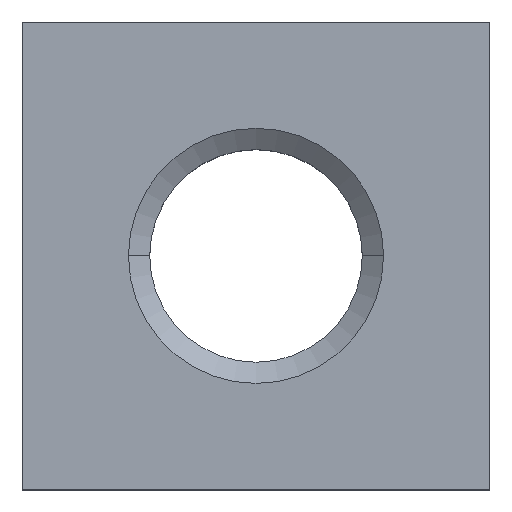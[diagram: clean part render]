
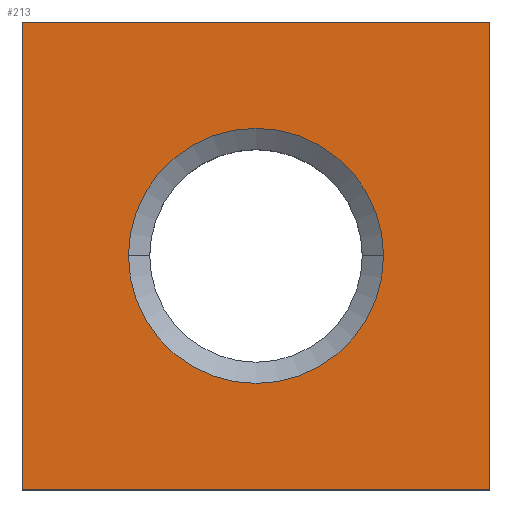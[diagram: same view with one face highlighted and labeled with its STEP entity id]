
A CAD part, top view. The second image highlights one B-rep face of the part: STEP entity #213.
In plain terms, the highlighted planar face has unit normal (0, 0, 1).
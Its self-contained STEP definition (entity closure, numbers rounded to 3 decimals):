
#7 = CARTESIAN_POINT ( 'NONE',  ( 2.75, -2.75, 0. ) ) ;
#10 = DIRECTION ( 'NONE',  ( 0., 1., 0. ) ) ;
#11 = CARTESIAN_POINT ( 'NONE',  ( 2.75, -2.75, 0. ) ) ;
#17 = CARTESIAN_POINT ( 'NONE',  ( 2.75, 2.75, 0. ) ) ;
#22 = ORIENTED_EDGE ( 'NONE', *, *, #51, .F. ) ;
#25 = DIRECTION ( 'NONE',  ( 0., -1., 0. ) ) ;
#33 = EDGE_LOOP ( 'NONE', ( #64, #36, #403, #341 ) ) ;
#36 = ORIENTED_EDGE ( 'NONE', *, *, #326, .T. ) ;
#38 = CARTESIAN_POINT ( 'NONE',  ( -2.75, -2.75, 0. ) ) ;
#51 = EDGE_CURVE ( 'NONE', #68, #155, #335, .T. ) ;
#64 = ORIENTED_EDGE ( 'NONE', *, *, #334, .T. ) ;
#68 = VERTEX_POINT ( 'NONE', #320 ) ;
#93 = CARTESIAN_POINT ( 'NONE',  ( -2.75, 2.75, 0. ) ) ;
#108 = VERTEX_POINT ( 'NONE', #7 ) ;
#118 = PLANE ( 'NONE',  #239 ) ;
#124 = VERTEX_POINT ( 'NONE', #17 ) ;
#136 = CARTESIAN_POINT ( 'NONE',  ( 1.5, 0., 0. ) ) ;
#151 = CARTESIAN_POINT ( 'NONE',  ( -2.75, -2.75, 0. ) ) ;
#155 = VERTEX_POINT ( 'NONE', #136 ) ;
#196 = EDGE_LOOP ( 'NONE', ( #463, #22 ) ) ;
#197 = CARTESIAN_POINT ( 'NONE',  ( -2.75, 2.75, 0. ) ) ;
#198 = EDGE_CURVE ( 'NONE', #124, #232, #290, .T. ) ;
#199 = DIRECTION ( 'NONE',  ( -1., 0., 0. ) ) ;
#203 = DIRECTION ( 'NONE',  ( 0., 0., 1. ) ) ;
#213 = ADVANCED_FACE ( 'NONE', ( #313, #315 ), #118, .F. ) ;
#223 = AXIS2_PLACEMENT_3D ( 'NONE', #317, #305, #304 ) ;
#232 = VERTEX_POINT ( 'NONE', #93 ) ;
#239 = AXIS2_PLACEMENT_3D ( 'NONE', #401, #396, #393 ) ;
#245 = DIRECTION ( 'NONE',  ( 1., 0., 0. ) ) ;
#252 = CIRCLE ( 'NONE', #255, 1.5 ) ;
#255 = AXIS2_PLACEMENT_3D ( 'NONE', #325, #203, #293 ) ;
#267 = CARTESIAN_POINT ( 'NONE',  ( -2.75, -2.75, 0. ) ) ;
#289 = LINE ( 'NONE', #151, #475 ) ;
#290 = LINE ( 'NONE', #197, #308 ) ;
#293 = DIRECTION ( 'NONE',  ( -1., 0., 0. ) ) ;
#304 = DIRECTION ( 'NONE',  ( -1., 0., 0. ) ) ;
#305 = DIRECTION ( 'NONE',  ( 0., 0., 1. ) ) ;
#308 = VECTOR ( 'NONE', #199, 1000. ) ;
#313 = FACE_OUTER_BOUND ( 'NONE', #33, .T. ) ;
#315 = FACE_BOUND ( 'NONE', #196, .T. ) ;
#317 = CARTESIAN_POINT ( 'NONE',  ( 0., 0., 0. ) ) ;
#320 = CARTESIAN_POINT ( 'NONE',  ( -1.5, 0., 0. ) ) ;
#325 = CARTESIAN_POINT ( 'NONE',  ( 0., 0., 0. ) ) ;
#326 = EDGE_CURVE ( 'NONE', #458, #108, #289, .T. ) ;
#334 = EDGE_CURVE ( 'NONE', #232, #458, #468, .T. ) ;
#335 = CIRCLE ( 'NONE', #223, 1.5 ) ;
#341 = ORIENTED_EDGE ( 'NONE', *, *, #198, .T. ) ;
#345 = EDGE_CURVE ( 'NONE', #155, #68, #252, .T. ) ;
#393 = DIRECTION ( 'NONE',  ( -1., 0., 0. ) ) ;
#396 = DIRECTION ( 'NONE',  ( 0., 0., -1. ) ) ;
#401 = CARTESIAN_POINT ( 'NONE',  ( -2.75, 2.75, 0. ) ) ;
#403 = ORIENTED_EDGE ( 'NONE', *, *, #444, .T. ) ;
#412 = VECTOR ( 'NONE', #25, 1000. ) ;
#431 = VECTOR ( 'NONE', #10, 1000. ) ;
#440 = LINE ( 'NONE', #11, #431 ) ;
#444 = EDGE_CURVE ( 'NONE', #108, #124, #440, .T. ) ;
#458 = VERTEX_POINT ( 'NONE', #267 ) ;
#463 = ORIENTED_EDGE ( 'NONE', *, *, #345, .F. ) ;
#468 = LINE ( 'NONE', #38, #412 ) ;
#475 = VECTOR ( 'NONE', #245, 1000. ) ;
